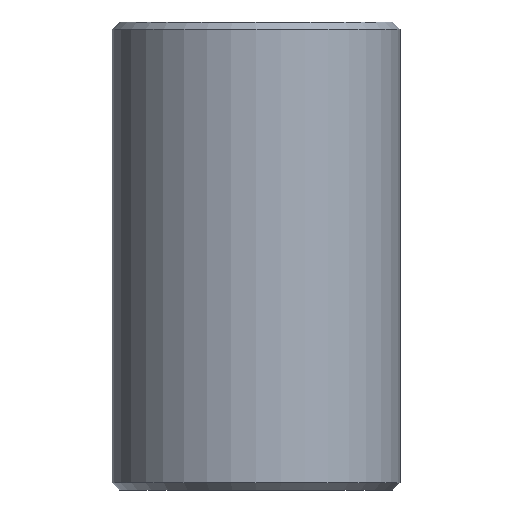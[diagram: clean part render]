
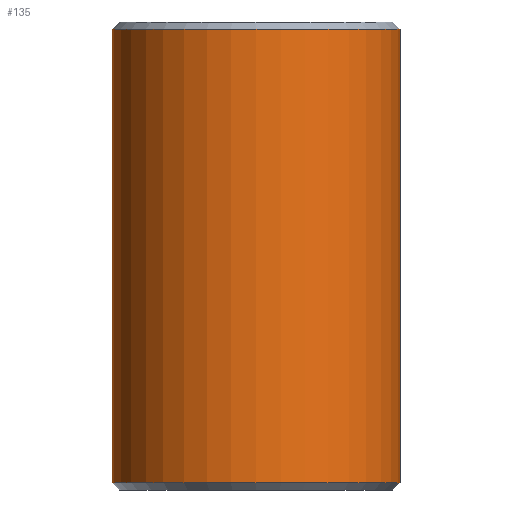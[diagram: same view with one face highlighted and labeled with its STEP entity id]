
A CAD part, front view. The second image highlights one B-rep face of the part: STEP entity #135.
In plain terms, the highlighted cylindrical face has radius 2 mm (diameter 4 mm), a full revolution.
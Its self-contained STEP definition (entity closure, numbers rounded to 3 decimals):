
#15=CYLINDRICAL_SURFACE('',#161,2.);
#23=FACE_OUTER_BOUND('',#32,.T.);
#32=EDGE_LOOP('',(#100,#101,#102,#103,#104,#105));
#40=LINE('',#237,#46);
#46=VECTOR('',#192,2.);
#52=CIRCLE('',#157,2.);
#53=CIRCLE('',#158,2.);
#55=CIRCLE('',#162,2.);
#56=CIRCLE('',#163,2.);
#64=VERTEX_POINT('',#227);
#65=VERTEX_POINT('',#229);
#67=VERTEX_POINT('',#236);
#68=VERTEX_POINT('',#238);
#77=EDGE_CURVE('',#64,#65,#52,.T.);
#78=EDGE_CURVE('',#65,#64,#53,.T.);
#80=EDGE_CURVE('',#65,#67,#40,.T.);
#81=EDGE_CURVE('',#68,#67,#55,.T.);
#82=EDGE_CURVE('',#67,#68,#56,.T.);
#100=ORIENTED_EDGE('',*,*,#77,.F.);
#101=ORIENTED_EDGE('',*,*,#78,.F.);
#102=ORIENTED_EDGE('',*,*,#80,.T.);
#103=ORIENTED_EDGE('',*,*,#81,.F.);
#104=ORIENTED_EDGE('',*,*,#82,.F.);
#105=ORIENTED_EDGE('',*,*,#80,.F.);
#135=ADVANCED_FACE('',(#23),#15,.T.);
#157=AXIS2_PLACEMENT_3D('',#230,#182,#183);
#158=AXIS2_PLACEMENT_3D('',#231,#184,#185);
#161=AXIS2_PLACEMENT_3D('',#235,#190,#191);
#162=AXIS2_PLACEMENT_3D('',#239,#193,#194);
#163=AXIS2_PLACEMENT_3D('',#240,#195,#196);
#182=DIRECTION('center_axis',(0.,0.,-1.));
#183=DIRECTION('ref_axis',(1.,0.,0.));
#184=DIRECTION('center_axis',(0.,0.,-1.));
#185=DIRECTION('ref_axis',(1.,0.,0.));
#190=DIRECTION('center_axis',(0.,0.,-1.));
#191=DIRECTION('ref_axis',(-1.,0.,0.));
#192=DIRECTION('',(0.,0.,1.));
#193=DIRECTION('center_axis',(0.,0.,1.));
#194=DIRECTION('ref_axis',(1.,0.,0.));
#195=DIRECTION('center_axis',(0.,0.,1.));
#196=DIRECTION('ref_axis',(1.,0.,0.));
#227=CARTESIAN_POINT('',(-2.,0.,-6.4));
#229=CARTESIAN_POINT('',(2.,0.,-6.4));
#230=CARTESIAN_POINT('Origin',(0.,0.,-6.4));
#231=CARTESIAN_POINT('Origin',(0.,0.,-6.4));
#235=CARTESIAN_POINT('Origin',(0.,0.,-3.25));
#236=CARTESIAN_POINT('',(2.,0.,-0.1));
#237=CARTESIAN_POINT('',(2.,0.,-3.25));
#238=CARTESIAN_POINT('',(-2.,0.,-0.1));
#239=CARTESIAN_POINT('Origin',(0.,0.,-0.1));
#240=CARTESIAN_POINT('Origin',(0.,0.,-0.1));
